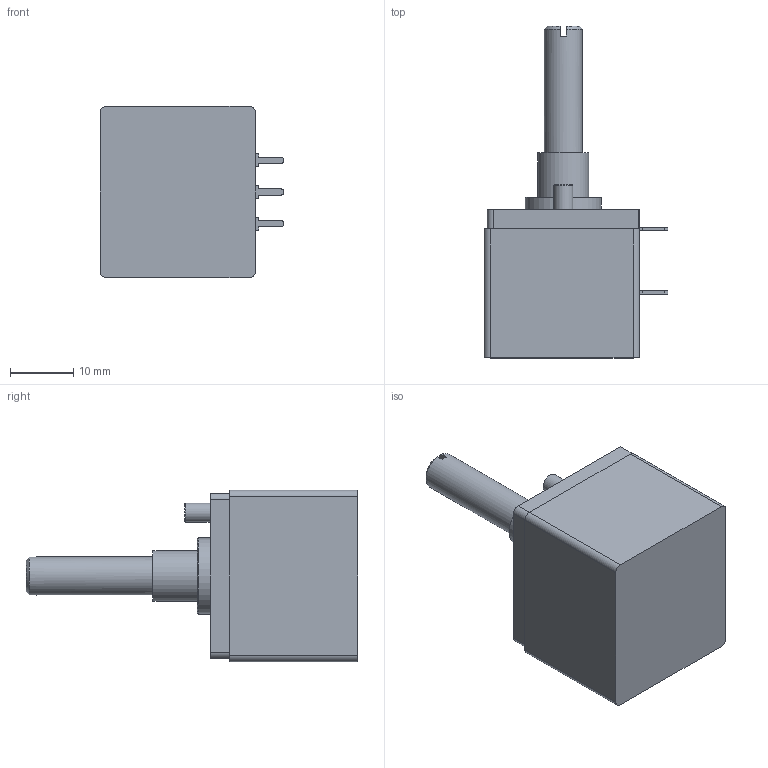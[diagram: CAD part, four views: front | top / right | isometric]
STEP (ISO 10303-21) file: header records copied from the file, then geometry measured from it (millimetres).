
FILE_DESCRIPTION(/* description */ (''),/* implementation_level */ '2;1');
FILE_NAME(/* name */ 'ALPS RK27.stp',/* time_stamp */ '2019-08-08T23:10:50+07:00',/* author */ ('Hizol'),/* organization */ (''),/* preprocessor_version */ 'ST-DEVELOPER v17',/* originating_system */ 'Autodesk Inventor 2019',/* authorisation */ '');
FILE_SCHEMA (('AUTOMOTIVE_DESIGN { 1 0 10303 214 3 1 1 }'));
Length unit declared in the file: millimetre
Products named in the file (1): ALPS RK27
Bounding box: 29 x 52.3 x 27 mm (x, y, z)
Volume: 16456.3 mm3; surface area: 4431.7 mm2
Topology: 1 solids, 1 shells, 86 faces, 220 edges, 146 vertices
Faces by surface type: plane 66, cylinder 16, cone 4
Full cylindrical faces by diameter (mm): 3 x1, 6 x1, 8 x1, 12 x1
Entity records: 2694 total; most frequent: CARTESIAN_POINT 461, ORIENTED_EDGE 440, DIRECTION 432, EDGE_CURVE 220, LINE 174, VECTOR 174, VERTEX_POINT 146, AXIS2_PLACEMENT_3D 129
